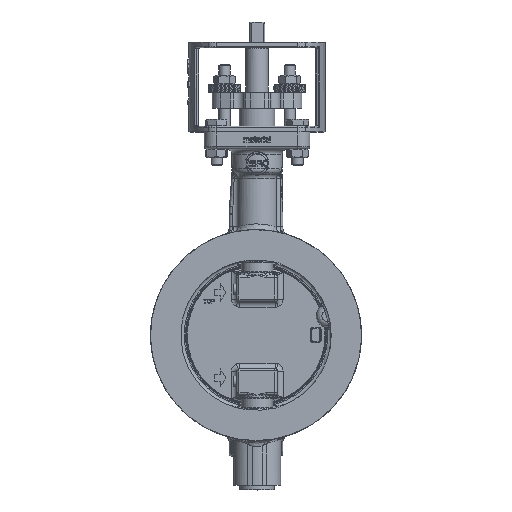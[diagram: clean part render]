
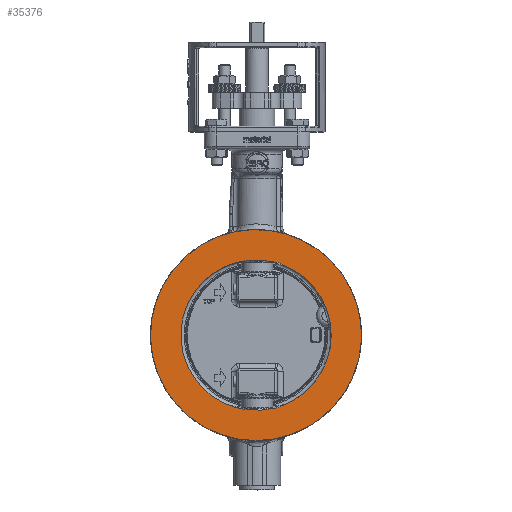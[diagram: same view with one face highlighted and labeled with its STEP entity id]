
A CAD part, top view. The second image highlights one B-rep face of the part: STEP entity #35376.
In plain terms, the highlighted planar face has unit normal (0, 0, 1).
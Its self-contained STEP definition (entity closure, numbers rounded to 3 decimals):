
#2702=FACE_BOUND('',#8879,.T.);
#3957=CIRCLE('',#37871,94.);
#4112=CIRCLE('',#38414,67.);
#4115=CIRCLE('',#38418,67.);
#4117=CIRCLE('',#38422,10.);
#4118=CIRCLE('',#38423,10.);
#4119=CIRCLE('',#38424,67.);
#4120=CIRCLE('',#38425,10.);
#4121=CIRCLE('',#38426,10.);
#4122=CIRCLE('',#38427,67.);
#6442=FACE_OUTER_BOUND('',#8878,.T.);
#8878=EDGE_LOOP('',(#29725));
#8879=EDGE_LOOP('',(#29726,#29727,#29728,#29729,#29730,#29731,#29732,#29733,
#29734,#29735));
#9456=LINE('',#47694,#11295);
#9464=LINE('',#47773,#11303);
#11295=VECTOR('',#39316,10.);
#11303=VECTOR('',#39408,10.);
#13247=VERTEX_POINT('',#47691);
#13248=VERTEX_POINT('',#47693);
#13276=VERTEX_POINT('',#47770);
#13277=VERTEX_POINT('',#47772);
#15115=VERTEX_POINT('',#95415);
#15952=VERTEX_POINT('',#102562);
#15953=VERTEX_POINT('',#102567);
#15960=VERTEX_POINT('',#102607);
#15961=VERTEX_POINT('',#102609);
#15962=VERTEX_POINT('',#102611);
#15963=VERTEX_POINT('',#102614);
#16471=EDGE_CURVE('',#13248,#13247,#9456,.T.);
#16500=EDGE_CURVE('',#13277,#13276,#9464,.T.);
#19296=EDGE_CURVE('',#15115,#15115,#3957,.T.);
#20632=EDGE_CURVE('',#15952,#13247,#4112,.T.);
#20638=EDGE_CURVE('',#13277,#15953,#4115,.T.);
#20644=EDGE_CURVE('',#15960,#15953,#4117,.T.);
#20645=EDGE_CURVE('',#13276,#15961,#4118,.T.);
#20646=EDGE_CURVE('',#15962,#15961,#4119,.T.);
#20647=EDGE_CURVE('',#15962,#13248,#4120,.T.);
#20648=EDGE_CURVE('',#15952,#15963,#4121,.T.);
#20649=EDGE_CURVE('',#15960,#15963,#4122,.T.);
#29725=ORIENTED_EDGE('',*,*,#19296,.F.);
#29726=ORIENTED_EDGE('',*,*,#20644,.T.);
#29727=ORIENTED_EDGE('',*,*,#20638,.F.);
#29728=ORIENTED_EDGE('',*,*,#16500,.T.);
#29729=ORIENTED_EDGE('',*,*,#20645,.T.);
#29730=ORIENTED_EDGE('',*,*,#20646,.F.);
#29731=ORIENTED_EDGE('',*,*,#20647,.T.);
#29732=ORIENTED_EDGE('',*,*,#16471,.T.);
#29733=ORIENTED_EDGE('',*,*,#20632,.F.);
#29734=ORIENTED_EDGE('',*,*,#20648,.T.);
#29735=ORIENTED_EDGE('',*,*,#20649,.F.);
#31367=PLANE('',#38421);
#35376=ADVANCED_FACE('',(#6442,#2702),#31367,.F.);
#37871=AXIS2_PLACEMENT_3D('',#95416,#44241,#44242);
#38414=AXIS2_PLACEMENT_3D('',#102564,#46066,#46067);
#38418=AXIS2_PLACEMENT_3D('',#102583,#46075,#46076);
#38421=AXIS2_PLACEMENT_3D('',#102606,#46083,#46084);
#38422=AXIS2_PLACEMENT_3D('',#102608,#46085,#46086);
#38423=AXIS2_PLACEMENT_3D('',#102610,#46087,#46088);
#38424=AXIS2_PLACEMENT_3D('',#102612,#46089,#46090);
#38425=AXIS2_PLACEMENT_3D('',#102613,#46091,#46092);
#38426=AXIS2_PLACEMENT_3D('',#102615,#46093,#46094);
#38427=AXIS2_PLACEMENT_3D('',#102616,#46095,#46096);
#39316=DIRECTION('',(-1.,0.,0.));
#39408=DIRECTION('',(1.,0.,0.));
#44241=DIRECTION('center_axis',(0.,0.,-1.));
#44242=DIRECTION('ref_axis',(0.,1.,0.));
#46066=DIRECTION('center_axis',(0.,0.,1.));
#46067=DIRECTION('ref_axis',(0.,1.,0.));
#46075=DIRECTION('center_axis',(0.,0.,1.));
#46076=DIRECTION('ref_axis',(0.,1.,0.));
#46083=DIRECTION('center_axis',(0.,0.,-1.));
#46084=DIRECTION('ref_axis',(-1.,0.,0.));
#46085=DIRECTION('center_axis',(0.,0.,-1.));
#46086=DIRECTION('ref_axis',(0.,-1.,0.));
#46087=DIRECTION('center_axis',(0.,0.,-1.));
#46088=DIRECTION('ref_axis',(0.,1.,0.));
#46089=DIRECTION('center_axis',(0.,0.,1.));
#46090=DIRECTION('ref_axis',(0.,1.,0.));
#46091=DIRECTION('center_axis',(0.,0.,-1.));
#46092=DIRECTION('ref_axis',(0.,-1.,0.));
#46093=DIRECTION('center_axis',(0.,0.,-1.));
#46094=DIRECTION('ref_axis',(0.,1.,0.));
#46095=DIRECTION('center_axis',(0.,0.,1.));
#46096=DIRECTION('ref_axis',(0.,1.,0.));
#47691=CARTESIAN_POINT('',(16.248,-65.,23.6));
#47693=CARTESIAN_POINT('',(17.,-65.,23.6));
#47694=CARTESIAN_POINT('',(32.75,-65.,23.6));
#47770=CARTESIAN_POINT('',(17.,65.,23.6));
#47772=CARTESIAN_POINT('',(16.248,65.,23.6));
#47773=CARTESIAN_POINT('',(32.75,65.,23.6));
#95415=CARTESIAN_POINT('',(0.,-94.,23.6));
#95416=CARTESIAN_POINT('Origin',(0.,0.,23.6));
#102562=CARTESIAN_POINT('',(-17.191,-64.757,23.6));
#102564=CARTESIAN_POINT('Origin',(0.,0.,23.6));
#102567=CARTESIAN_POINT('',(-17.191,64.757,23.6));
#102583=CARTESIAN_POINT('Origin',(0.,0.,23.6));
#102606=CARTESIAN_POINT('Origin',(80.5,0.,23.6));
#102607=CARTESIAN_POINT('',(-18.066,64.518,23.6));
#102608=CARTESIAN_POINT('Origin',(-15.,55.,23.6));
#102609=CARTESIAN_POINT('',(23.178,62.863,23.6));
#102610=CARTESIAN_POINT('Origin',(17.,55.,23.6));
#102611=CARTESIAN_POINT('',(23.178,-62.863,23.6));
#102612=CARTESIAN_POINT('Origin',(0.,0.,23.6));
#102613=CARTESIAN_POINT('Origin',(17.,-55.,23.6));
#102614=CARTESIAN_POINT('',(-18.066,-64.518,23.6));
#102615=CARTESIAN_POINT('Origin',(-15.,-55.,23.6));
#102616=CARTESIAN_POINT('Origin',(0.,0.,23.6));
